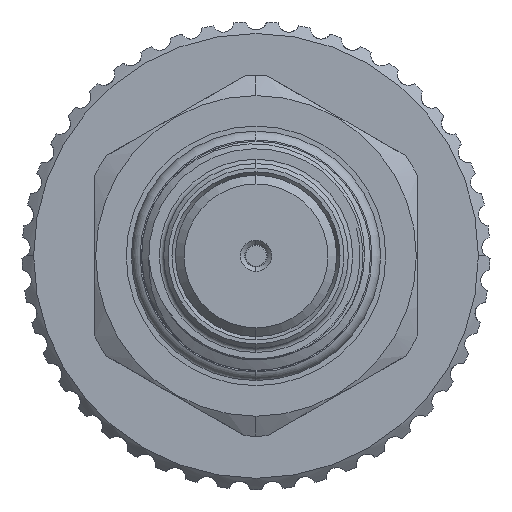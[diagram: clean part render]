
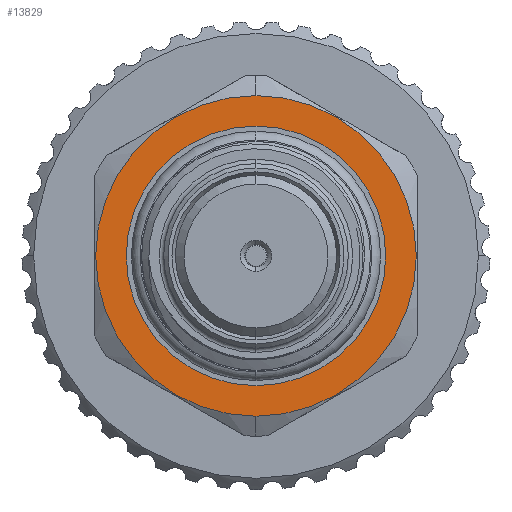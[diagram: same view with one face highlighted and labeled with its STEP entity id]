
A CAD part, left-side view. The second image highlights one B-rep face of the part: STEP entity #13829.
In plain terms, the highlighted planar face has unit normal (-1, 0, 0).
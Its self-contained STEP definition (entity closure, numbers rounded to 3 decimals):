
#769 = VERTEX_POINT ( 'NONE', #59445 ) ;
#1020 = CARTESIAN_POINT ( 'NONE',  ( 14.93, 0., 0. ) ) ;
#1316 = DIRECTION ( 'NONE',  ( 0., 0., 1. ) ) ;
#2489 = AXIS2_PLACEMENT_3D ( 'NONE', #22388, #27790, #54007 ) ;
#3978 = AXIS2_PLACEMENT_3D ( 'NONE', #65273, #23179, #7073 ) ;
#7073 = DIRECTION ( 'NONE',  ( 0., 0., 1. ) ) ;
#7602 = DIRECTION ( 'NONE',  ( 0., 0., -1. ) ) ;
#8508 = AXIS2_PLACEMENT_3D ( 'NONE', #12758, #34739, #7602 ) ;
#9061 = EDGE_LOOP ( 'NONE', ( #17835, #30040 ) ) ;
#11948 = CIRCLE ( 'NONE', #2489, 8.93 ) ;
#12758 = CARTESIAN_POINT ( 'NONE',  ( 14.93, 8.93, 0. ) ) ;
#13829 = ADVANCED_FACE ( 'NONE', ( #47356, #56522 ), #17926, .F. ) ;
#17695 = DIRECTION ( 'NONE',  ( 0., 0., 1. ) ) ;
#17835 = ORIENTED_EDGE ( 'NONE', *, *, #23497, .T. ) ;
#17926 = PLANE ( 'NONE',  #8508 ) ;
#22388 = CARTESIAN_POINT ( 'NONE',  ( 14.93, 0., 0. ) ) ;
#23179 = DIRECTION ( 'NONE',  ( -1., 0., 0. ) ) ;
#23486 = CARTESIAN_POINT ( 'NONE',  ( 14.93, 0., 8.93 ) ) ;
#23497 = EDGE_CURVE ( 'NONE', #56438, #769, #66953, .T. ) ;
#27757 = ORIENTED_EDGE ( 'NONE', *, *, #47917, .F. ) ;
#27790 = DIRECTION ( 'NONE',  ( -1., 0., 0. ) ) ;
#29611 = VERTEX_POINT ( 'NONE', #45593 ) ;
#30040 = ORIENTED_EDGE ( 'NONE', *, *, #65698, .T. ) ;
#33168 = CIRCLE ( 'NONE', #46581, 11.03 ) ;
#34739 = DIRECTION ( 'NONE',  ( 1., 0., 0. ) ) ;
#38003 = ORIENTED_EDGE ( 'NONE', *, *, #60004, .F. ) ;
#38189 = CARTESIAN_POINT ( 'NONE',  ( 14.93, 0., -11.03 ) ) ;
#38557 = DIRECTION ( 'NONE',  ( -1., 0., 0. ) ) ;
#39835 = EDGE_LOOP ( 'NONE', ( #27757, #38003 ) ) ;
#44210 = VERTEX_POINT ( 'NONE', #23486 ) ;
#45593 = CARTESIAN_POINT ( 'NONE',  ( 14.93, 0., -8.93 ) ) ;
#46581 = AXIS2_PLACEMENT_3D ( 'NONE', #1020, #49725, #17695 ) ;
#47356 = FACE_BOUND ( 'NONE', #39835, .T. ) ;
#47917 = EDGE_CURVE ( 'NONE', #44210, #29611, #64363, .T. ) ;
#49725 = DIRECTION ( 'NONE',  ( -1., 0., 0. ) ) ;
#54007 = DIRECTION ( 'NONE',  ( 0., 0., 1. ) ) ;
#56438 = VERTEX_POINT ( 'NONE', #38189 ) ;
#56522 = FACE_OUTER_BOUND ( 'NONE', #9061, .T. ) ;
#59445 = CARTESIAN_POINT ( 'NONE',  ( 14.93, 0., 11.03 ) ) ;
#60004 = EDGE_CURVE ( 'NONE', #29611, #44210, #11948, .T. ) ;
#64363 = CIRCLE ( 'NONE', #3978, 8.93 ) ;
#65157 = CARTESIAN_POINT ( 'NONE',  ( 14.93, 0., 0. ) ) ;
#65273 = CARTESIAN_POINT ( 'NONE',  ( 14.93, 0., 0. ) ) ;
#65698 = EDGE_CURVE ( 'NONE', #769, #56438, #33168, .T. ) ;
#66953 = CIRCLE ( 'NONE', #69209, 11.03 ) ;
#69209 = AXIS2_PLACEMENT_3D ( 'NONE', #65157, #38557, #1316 ) ;
